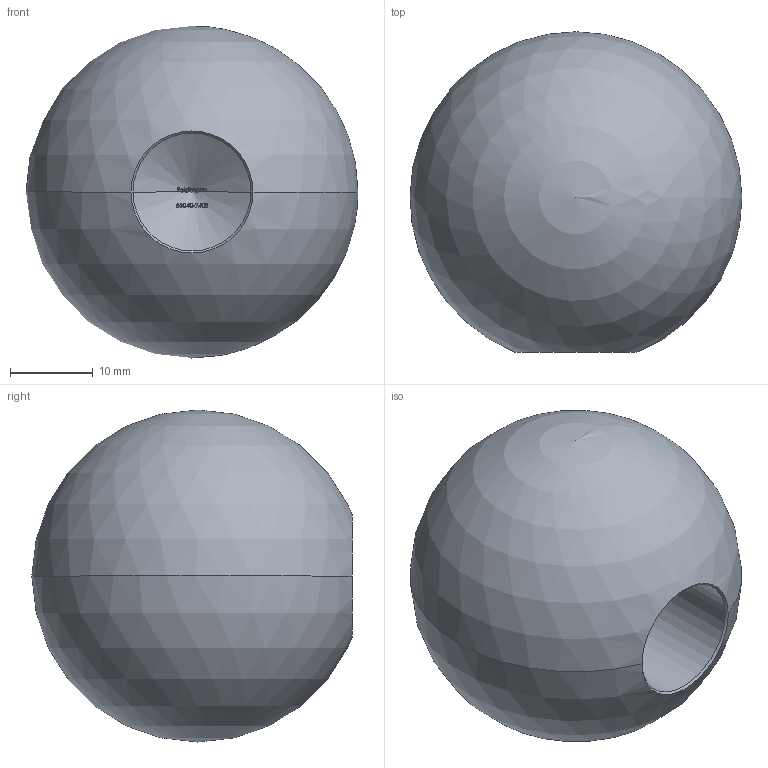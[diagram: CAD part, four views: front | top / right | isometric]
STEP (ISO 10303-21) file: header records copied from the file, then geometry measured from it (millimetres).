
FILE_DESCRIPTION (( 'STEP AP203' ), '1' );
FILE_NAME ('51040-240S.step', '2019-03-29T09:42:33', ( '' ), ( '' ), 'SwSTEP 2.0', 'SolidWorks 2015', '' );
FILE_SCHEMA (( 'CONFIG_CONTROL_DESIGN' ));
Length unit declared in the file: millimetre
Products named in the file (1): 51040-240S
Bounding box: 40 x 38.6 x 40 mm (x, y, z)
Volume: 29679.3 mm3; surface area: 6026.5 mm2
Topology: 1 solids, 1 shells, 249 faces, 668 edges, 435 vertices
Faces by surface type: plane 104, bspline 104, cone 37, cylinder 2, sphere 2
Entity records: 12203 total; most frequent: CARTESIAN_POINT 7050, ORIENTED_EDGE 1322, EDGE_CURVE 661, DIRECTION 559, VERTEX_POINT 432, B_SPLINE_CURVE_WITH_KNOTS 402, EDGE_LOOP 267, LINE 251
